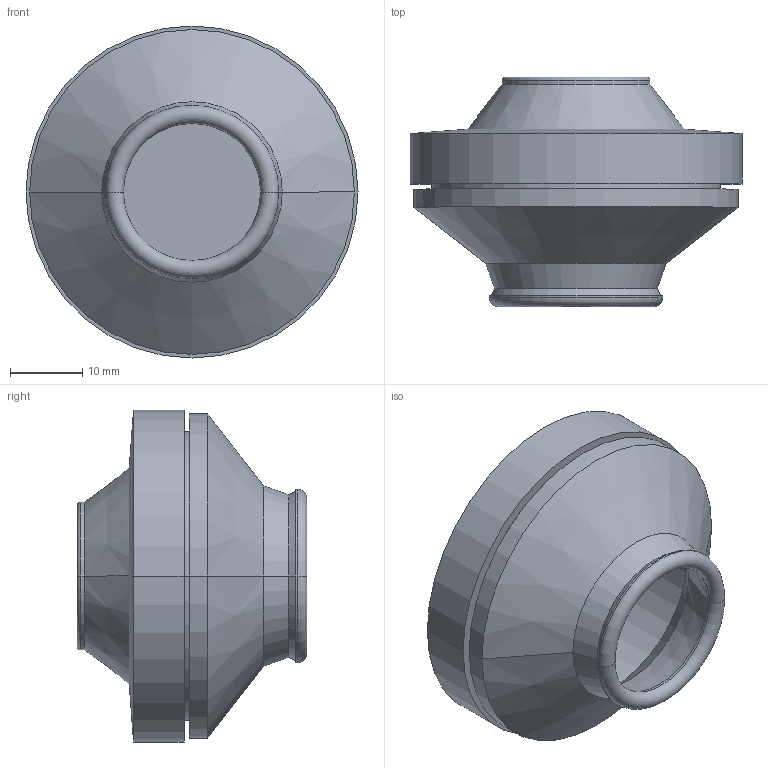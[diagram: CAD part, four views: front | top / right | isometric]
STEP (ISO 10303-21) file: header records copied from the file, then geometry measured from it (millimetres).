
FILE_DESCRIPTION (( 'STEP AP203' ), '1' );
FILE_NAME ('C-30-WPG-46.STEP', '2020-04-17T01:57:30', ( '' ), ( '' ), 'SwSTEP 2.0', 'SolidWorks 2018', '' );
FILE_SCHEMA (( 'CONFIG_CONTROL_DESIGN' ));
Length unit declared in the file: millimetre
Products named in the file (1): C-30-WPG-46
Bounding box: 46 x 31.8 x 46 mm (x, y, z)
Volume: 14168.9 mm3; surface area: 10174.6 mm2
Topology: 1 solids, 1 shells, 44 faces, 86 edges, 48 vertices
Faces by surface type: cone 18, cylinder 14, torus 6, plane 6
Entity records: 1197 total; most frequent: DIRECTION 230, CARTESIAN_POINT 179, ORIENTED_EDGE 172, AXIS2_PLACEMENT_3D 99, EDGE_CURVE 86, CIRCLE 54, EDGE_LOOP 48, VERTEX_POINT 48
